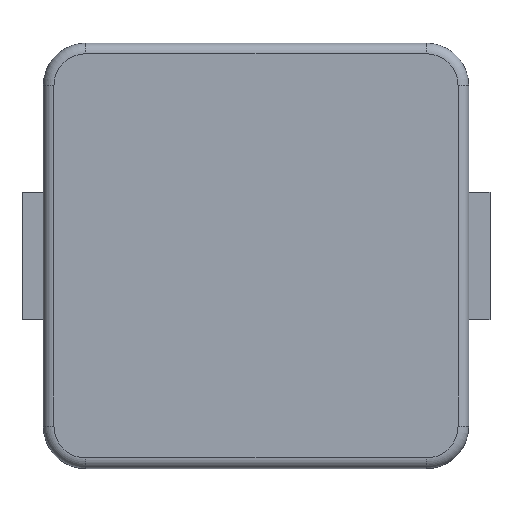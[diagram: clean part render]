
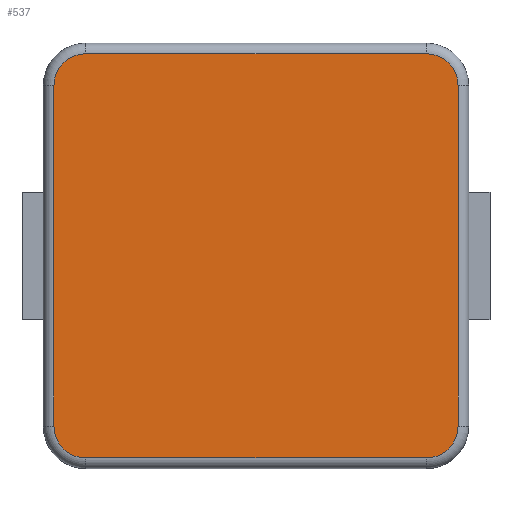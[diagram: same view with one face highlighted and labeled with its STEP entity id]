
A CAD part, top view. The second image highlights one B-rep face of the part: STEP entity #537.
In plain terms, the highlighted planar face has unit normal (0, 0, 1).
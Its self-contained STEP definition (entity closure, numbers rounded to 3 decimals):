
#29=PLANE('',#599);
#46=LINE('',#792,#102);
#48=LINE('',#804,#104);
#50=LINE('',#816,#106);
#51=LINE('',#824,#107);
#102=VECTOR('',#636,10.);
#104=VECTOR('',#650,10.);
#106=VECTOR('',#664,10.);
#107=VECTOR('',#675,10.);
#177=FACE_OUTER_BOUND('',#207,.T.);
#207=EDGE_LOOP('',(#421,#422,#423,#424,#425,#426,#427,#428));
#226=CIRCLE('',#571,0.75);
#232=CIRCLE('',#579,0.75);
#236=CIRCLE('',#585,0.75);
#240=CIRCLE('',#591,0.75);
#246=VERTEX_POINT('',#780);
#247=VERTEX_POINT('',#782);
#249=VERTEX_POINT('',#788);
#251=VERTEX_POINT('',#794);
#253=VERTEX_POINT('',#800);
#255=VERTEX_POINT('',#806);
#257=VERTEX_POINT('',#812);
#259=VERTEX_POINT('',#818);
#294=EDGE_CURVE('',#246,#247,#226,.T.);
#299=EDGE_CURVE('',#247,#249,#46,.T.);
#302=EDGE_CURVE('',#249,#251,#232,.T.);
#305=EDGE_CURVE('',#251,#253,#48,.T.);
#308=EDGE_CURVE('',#253,#255,#236,.T.);
#311=EDGE_CURVE('',#255,#257,#50,.T.);
#314=EDGE_CURVE('',#257,#259,#240,.T.);
#315=EDGE_CURVE('',#259,#246,#51,.T.);
#421=ORIENTED_EDGE('',*,*,#294,.F.);
#422=ORIENTED_EDGE('',*,*,#315,.F.);
#423=ORIENTED_EDGE('',*,*,#314,.F.);
#424=ORIENTED_EDGE('',*,*,#311,.F.);
#425=ORIENTED_EDGE('',*,*,#308,.F.);
#426=ORIENTED_EDGE('',*,*,#305,.F.);
#427=ORIENTED_EDGE('',*,*,#302,.F.);
#428=ORIENTED_EDGE('',*,*,#299,.F.);
#537=ADVANCED_FACE('',(#177),#29,.T.);
#571=AXIS2_PLACEMENT_3D('',#783,#625,#626);
#579=AXIS2_PLACEMENT_3D('',#798,#643,#644);
#585=AXIS2_PLACEMENT_3D('',#810,#657,#658);
#591=AXIS2_PLACEMENT_3D('',#822,#671,#672);
#599=AXIS2_PLACEMENT_3D('',#852,#700,#701);
#625=DIRECTION('center_axis',(0.,0.,-1.));
#626=DIRECTION('ref_axis',(0.707,0.707,0.));
#636=DIRECTION('',(0.,-1.,0.));
#643=DIRECTION('center_axis',(0.,0.,-1.));
#644=DIRECTION('ref_axis',(0.707,-0.707,0.));
#650=DIRECTION('',(-1.,0.,0.));
#657=DIRECTION('center_axis',(0.,0.,-1.));
#658=DIRECTION('ref_axis',(-0.707,-0.707,0.));
#664=DIRECTION('',(0.,1.,0.));
#671=DIRECTION('center_axis',(0.,0.,-1.));
#672=DIRECTION('ref_axis',(-0.707,0.707,0.));
#675=DIRECTION('',(1.,0.,0.));
#700=DIRECTION('center_axis',(0.,0.,1.));
#701=DIRECTION('ref_axis',(1.,0.,0.));
#780=CARTESIAN_POINT('',(4.,4.75,4.));
#782=CARTESIAN_POINT('',(4.75,4.,4.));
#783=CARTESIAN_POINT('Origin',(4.,4.,4.));
#788=CARTESIAN_POINT('',(4.75,-4.,4.));
#792=CARTESIAN_POINT('',(4.75,-2.5,4.));
#794=CARTESIAN_POINT('',(4.,-4.75,4.));
#798=CARTESIAN_POINT('Origin',(4.,-4.,4.));
#800=CARTESIAN_POINT('',(-4.,-4.75,4.));
#804=CARTESIAN_POINT('',(-2.5,-4.75,4.));
#806=CARTESIAN_POINT('',(-4.75,-4.,4.));
#810=CARTESIAN_POINT('Origin',(-4.,-4.,4.));
#812=CARTESIAN_POINT('',(-4.75,4.,4.));
#816=CARTESIAN_POINT('',(-4.75,2.5,4.));
#818=CARTESIAN_POINT('',(-4.,4.75,4.));
#822=CARTESIAN_POINT('Origin',(-4.,4.,4.));
#824=CARTESIAN_POINT('',(2.5,4.75,4.));
#852=CARTESIAN_POINT('Origin',(0.,0.,4.));
